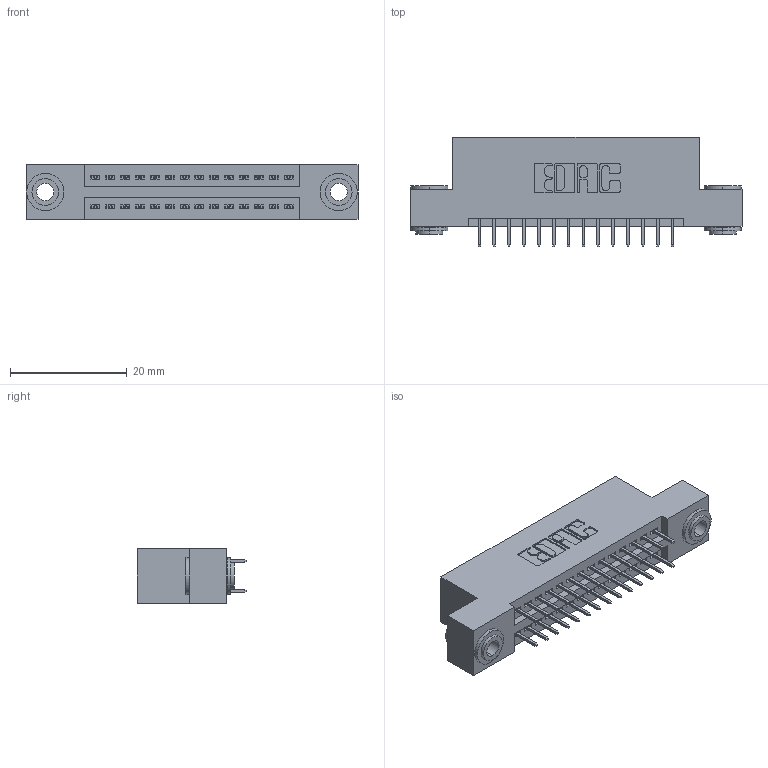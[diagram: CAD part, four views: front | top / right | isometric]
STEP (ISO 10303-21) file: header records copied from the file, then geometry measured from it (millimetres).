
FILE_DESCRIPTION (( 'STEP AP203' ), '1' );
FILE_NAME ('845-028-525-203.STEP', '2020-09-22T23:14:54', ( '' ), ( '' ), 'SwSTEP 2.0', 'SolidWorks 2020', '' );
FILE_SCHEMA (( 'CONFIG_CONTROL_DESIGN' ));
Length unit declared in the file: inch
Products named in the file (4): 845-028-525-203; 345-292-001_345-293-125; 845 Part_Flush Mounting Lugs - 0.156 Dia-TH; 345-250-002_345-250-002-102
Assembly tree (31 placements, depth 2):
  845-028-525-203
    845 Part_Flush Mounting Lugs - 0.156 Dia-TH
    345-292-001_345-293-125  x28
    345-250-002_345-250-002-102  x2
Bounding box: 56.77 x 18.72 x 9.4 mm (x, y, z)
Volume: 5228 mm3; surface area: 7251.6 mm2
Topology: 31 solids, 31 shells, 1676 faces, 4701 edges, 3018 vertices
Faces by surface type: plane 1182, cylinder 486, cone 8
Entity records: 15478 total; most frequent: CARTESIAN_POINT 2595, ORIENTED_EDGE 2522, DIRECTION 2355, EDGE_CURVE 1261, LINE 1053, VECTOR 1053, VERTEX_POINT 834, AXIS2_PLACEMENT_3D 651
